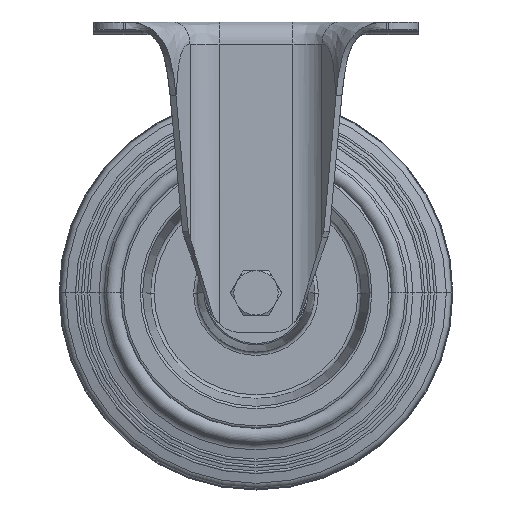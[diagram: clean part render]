
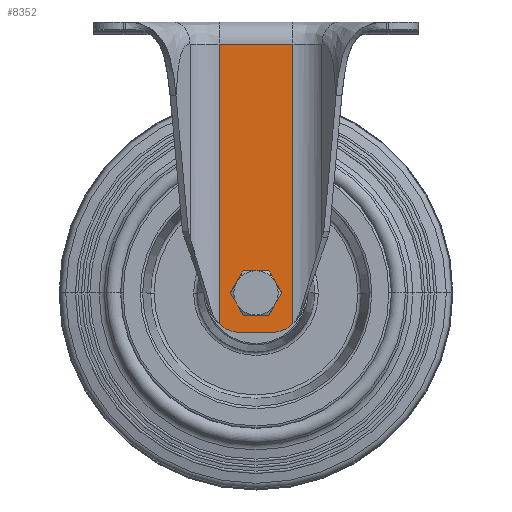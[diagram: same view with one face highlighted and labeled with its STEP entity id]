
A CAD part, top view. The second image highlights one B-rep face of the part: STEP entity #8352.
In plain terms, the highlighted planar face has unit normal (0, 0, 1).
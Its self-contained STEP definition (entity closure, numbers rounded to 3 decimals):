
#169 = VECTOR ( 'NONE', #17795, 1000. ) ;
#1140 = AXIS2_PLACEMENT_3D ( 'NONE', #5850, #8370, #26158 ) ;
#1289 = CARTESIAN_POINT ( 'NONE',  ( -6.05, -110., 34. ) ) ;
#1765 = AXIS2_PLACEMENT_3D ( 'NONE', #28895, #21693, #3728 ) ;
#3046 = FACE_OUTER_BOUND ( 'NONE', #18499, .T. ) ;
#3118 = ORIENTED_EDGE ( 'NONE', *, *, #8154, .F. ) ;
#3462 = VERTEX_POINT ( 'NONE', #26925 ) ;
#3612 = DIRECTION ( 'NONE',  ( -1., 0., 0. ) ) ;
#3728 = DIRECTION ( 'NONE',  ( 0., -1., 0. ) ) ;
#4390 = EDGE_CURVE ( 'NONE', #28062, #5482, #22910, .T. ) ;
#4808 = VERTEX_POINT ( 'NONE', #22483 ) ;
#4990 = FACE_BOUND ( 'NONE', #10864, .T. ) ;
#5294 = CARTESIAN_POINT ( 'NONE',  ( 15., 0., 34. ) ) ;
#5482 = VERTEX_POINT ( 'NONE', #10633 ) ;
#5523 = CARTESIAN_POINT ( 'NONE',  ( 15., -122.471, 34. ) ) ;
#5850 = CARTESIAN_POINT ( 'NONE',  ( 0., -110., 34. ) ) ;
#6323 = DIRECTION ( 'NONE',  ( 0., 1., 0. ) ) ;
#6811 = LINE ( 'NONE', #27548, #23689 ) ;
#8057 = VECTOR ( 'NONE', #6323, 1000. ) ;
#8154 = EDGE_CURVE ( 'NONE', #5482, #17563, #6811, .T. ) ;
#8266 = EDGE_CURVE ( 'NONE', #26081, #3462, #22200, .T. ) ;
#8352 = ADVANCED_FACE ( 'NONE', ( #4990, #3046 ), #11773, .F. ) ;
#8370 = DIRECTION ( 'NONE',  ( 0., 0., 1. ) ) ;
#10055 = CARTESIAN_POINT ( 'NONE',  ( -15., -122.471, 34. ) ) ;
#10633 = CARTESIAN_POINT ( 'NONE',  ( 6.5, -126., 34. ) ) ;
#10862 = CARTESIAN_POINT ( 'NONE',  ( 0., -110., 34. ) ) ;
#10864 = EDGE_LOOP ( 'NONE', ( #15884, #25936 ) ) ;
#11511 = AXIS2_PLACEMENT_3D ( 'NONE', #5294, #14274, #22788 ) ;
#11773 = PLANE ( 'NONE',  #11511 ) ;
#12207 = ORIENTED_EDGE ( 'NONE', *, *, #20405, .T. ) ;
#12937 = ORIENTED_EDGE ( 'NONE', *, *, #4390, .F. ) ;
#14010 = VECTOR ( 'NONE', #19839, 1000. ) ;
#14274 = DIRECTION ( 'NONE',  ( 0., 0., -1. ) ) ;
#15318 = CARTESIAN_POINT ( 'NONE',  ( 15., 0., 34. ) ) ;
#15884 = ORIENTED_EDGE ( 'NONE', *, *, #22507, .F. ) ;
#15924 = CIRCLE ( 'NONE', #28127, 12. ) ;
#15966 = EDGE_CURVE ( 'NONE', #4808, #27162, #22679, .T. ) ;
#17563 = VERTEX_POINT ( 'NONE', #18461 ) ;
#17790 = EDGE_CURVE ( 'NONE', #3462, #18877, #19686, .T. ) ;
#17795 = DIRECTION ( 'NONE',  ( 0., 1., 0. ) ) ;
#18360 = ORIENTED_EDGE ( 'NONE', *, *, #25838, .F. ) ;
#18461 = CARTESIAN_POINT ( 'NONE',  ( -6.5, -126., 34. ) ) ;
#18499 = EDGE_LOOP ( 'NONE', ( #20724, #18360, #3118, #12937, #12207, #28529 ) ) ;
#18877 = VERTEX_POINT ( 'NONE', #20840 ) ;
#19686 = LINE ( 'NONE', #28667, #14010 ) ;
#19839 = DIRECTION ( 'NONE',  ( 1., 0., 0. ) ) ;
#20165 = DIRECTION ( 'NONE',  ( 0., -1., 0. ) ) ;
#20283 = CARTESIAN_POINT ( 'NONE',  ( -15., 0., 34. ) ) ;
#20405 = EDGE_CURVE ( 'NONE', #28062, #18877, #21923, .T. ) ;
#20448 = CARTESIAN_POINT ( 'NONE',  ( -6.5, -114., 34. ) ) ;
#20724 = ORIENTED_EDGE ( 'NONE', *, *, #8266, .F. ) ;
#20840 = CARTESIAN_POINT ( 'NONE',  ( 15., -9., 34. ) ) ;
#21693 = DIRECTION ( 'NONE',  ( 0., 0., -1. ) ) ;
#21923 = LINE ( 'NONE', #15318, #8057 ) ;
#22200 = LINE ( 'NONE', #20283, #169 ) ;
#22220 = AXIS2_PLACEMENT_3D ( 'NONE', #10862, #28350, #3612 ) ;
#22483 = CARTESIAN_POINT ( 'NONE',  ( 6.05, -110., 34. ) ) ;
#22507 = EDGE_CURVE ( 'NONE', #27162, #4808, #26556, .T. ) ;
#22679 = CIRCLE ( 'NONE', #22220, 6.05 ) ;
#22788 = DIRECTION ( 'NONE',  ( -1., 0., 0. ) ) ;
#22910 = CIRCLE ( 'NONE', #1765, 12. ) ;
#23689 = VECTOR ( 'NONE', #24767, 1000. ) ;
#24767 = DIRECTION ( 'NONE',  ( -1., 0., 0. ) ) ;
#25838 = EDGE_CURVE ( 'NONE', #17563, #26081, #15924, .T. ) ;
#25936 = ORIENTED_EDGE ( 'NONE', *, *, #15966, .F. ) ;
#26081 = VERTEX_POINT ( 'NONE', #10055 ) ;
#26158 = DIRECTION ( 'NONE',  ( -1., 0., 0. ) ) ;
#26556 = CIRCLE ( 'NONE', #1140, 6.05 ) ;
#26925 = CARTESIAN_POINT ( 'NONE',  ( -15., -9., 34. ) ) ;
#27162 = VERTEX_POINT ( 'NONE', #1289 ) ;
#27548 = CARTESIAN_POINT ( 'NONE',  ( 15., -126., 34. ) ) ;
#28062 = VERTEX_POINT ( 'NONE', #5523 ) ;
#28127 = AXIS2_PLACEMENT_3D ( 'NONE', #20448, #28841, #20165 ) ;
#28350 = DIRECTION ( 'NONE',  ( 0., 0., 1. ) ) ;
#28529 = ORIENTED_EDGE ( 'NONE', *, *, #17790, .F. ) ;
#28667 = CARTESIAN_POINT ( 'NONE',  ( 74.112, -9., 34. ) ) ;
#28841 = DIRECTION ( 'NONE',  ( 0., 0., -1. ) ) ;
#28895 = CARTESIAN_POINT ( 'NONE',  ( 6.5, -114., 34. ) ) ;
